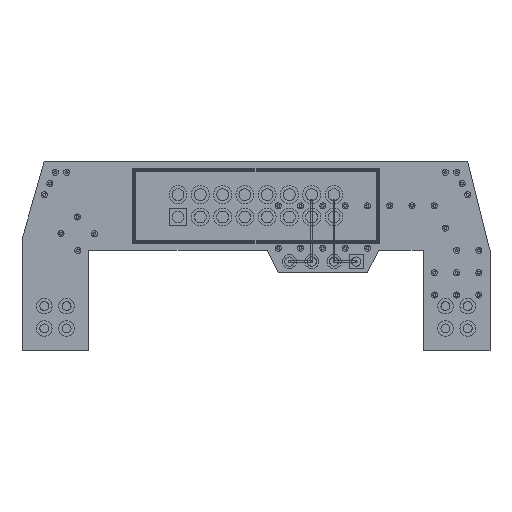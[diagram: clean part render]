
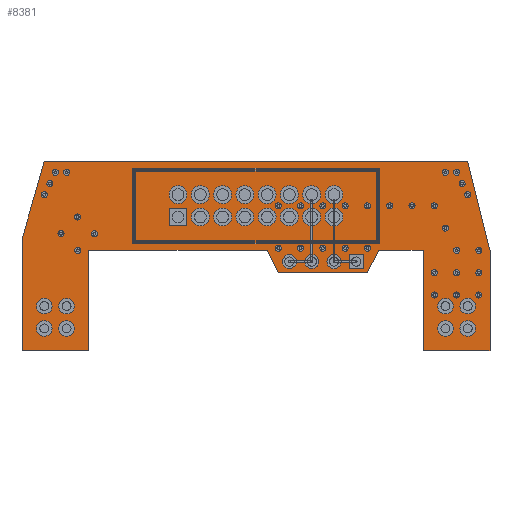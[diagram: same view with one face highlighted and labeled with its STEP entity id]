
A CAD part, top view. The second image highlights one B-rep face of the part: STEP entity #8381.
In plain terms, the highlighted planar face has unit normal (0, 0, 1).
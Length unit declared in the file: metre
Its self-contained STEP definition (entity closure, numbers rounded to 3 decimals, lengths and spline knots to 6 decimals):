
#6263 = EDGE_CURVE( '', #10731, #10732, #10733, .T. );
#6669 = EDGE_CURVE( '', #11395, #11396, #11397, .T. );
#7247 = EDGE_CURVE( '', #10732, #12316, #12317, .T. );
#7453 = EDGE_CURVE( '', #12641, #11395, #12642, .T. );
#7473 = EDGE_CURVE( '', #12673, #12674, #12675, .T. );
#7655 = EDGE_CURVE( '', #12953, #12673, #12954, .T. );
#7875 = EDGE_CURVE( '', #12674, #13285, #13286, .T. );
#7893 = EDGE_CURVE( '', #11080, #13314, #13315, .T. );
#8131 = EDGE_CURVE( '', #13285, #12641, #13686, .T. );
#8223 = EDGE_CURVE( '', #13818, #11080, #13819, .T. );
#8381 = ADVANCED_FACE( '', ( #14053 ), #14054, .T. );
#8845 = EDGE_CURVE( '', #13314, #10731, #14733, .T. );
#9011 = EDGE_CURVE( '', #14480, #12953, #14977, .T. );
#9215 = EDGE_CURVE( '', #12316, #14480, #15281, .T. );
#9469 = EDGE_CURVE( '', #11396, #13818, #15645, .T. );
#10731 = VERTEX_POINT( '', #15687 );
#10732 = VERTEX_POINT( '', #15688 );
#10733 = LINE( '', #15689, #15690 );
#11080 = VERTEX_POINT( '', #16115 );
#11395 = VERTEX_POINT( '', #16494 );
#11396 = VERTEX_POINT( '', #16495 );
#11397 = LINE( '', #16496, #16497 );
#12316 = VERTEX_POINT( '', #17602 );
#12317 = LINE( '', #17603, #17604 );
#12641 = VERTEX_POINT( '', #17991 );
#12642 = LINE( '', #17992, #17993 );
#12673 = VERTEX_POINT( '', #18032 );
#12674 = VERTEX_POINT( '', #18033 );
#12675 = LINE( '', #18034, #18035 );
#12953 = VERTEX_POINT( '', #18384 );
#12954 = LINE( '', #18385, #18386 );
#13285 = VERTEX_POINT( '', #18803 );
#13286 = LINE( '', #18804, #18805 );
#13314 = VERTEX_POINT( '', #18837 );
#13315 = LINE( '', #18838, #18839 );
#13686 = LINE( '', #19291, #19292 );
#13818 = VERTEX_POINT( '', #19460 );
#13819 = LINE( '', #19461, #19462 );
#14053 = FACE_OUTER_BOUND( '', #19750, .T. );
#14054 = PLANE( '', #19751 );
#14480 = VERTEX_POINT( '', #20293 );
#14733 = LINE( '', #20604, #20605 );
#14977 = LINE( '', #20908, #20909 );
#15281 = LINE( '', #21273, #21274 );
#15645 = LINE( '', #21738, #21739 );
#15687 = CARTESIAN_POINT( '', ( 0.02921, 0.00889, -0.000035 ) );
#15688 = CARTESIAN_POINT( '', ( 0.02794, 0.01143, -0.000035 ) );
#15689 = CARTESIAN_POINT( '', ( 0.02921, 0.00889, -0.000035 ) );
#15690 = VECTOR( '', #21777, 1. );
#16115 = CARTESIAN_POINT( '', ( 0.04064, 0.01143, -0.000035 ) );
#16494 = CARTESIAN_POINT( '', ( 0.05334, 0., -0.000035 ) );
#16495 = CARTESIAN_POINT( '', ( 0.04572, 0., -0.000035 ) );
#16496 = CARTESIAN_POINT( '', ( 0.05334, 0., -0.000035 ) );
#16497 = VECTOR( '', #22588, 1. );
#17602 = CARTESIAN_POINT( '', ( 0.00762, 0.01143, -0.000035 ) );
#17603 = CARTESIAN_POINT( '', ( 0.02794, 0.01143, -0.000035 ) );
#17604 = VECTOR( '', #23793, 1. );
#17991 = CARTESIAN_POINT( '', ( 0.05334, 0.01143, -0.000035 ) );
#17992 = CARTESIAN_POINT( '', ( 0.05334, 0.01143, -0.000035 ) );
#17993 = VECTOR( '', #24234, 1. );
#18032 = CARTESIAN_POINT( '', ( 0., 0.0127, -0.000035 ) );
#18033 = CARTESIAN_POINT( '', ( 0.00254, 0.02159, -0.000035 ) );
#18034 = CARTESIAN_POINT( '', ( 0., 0.0127, -0.000035 ) );
#18035 = VECTOR( '', #24268, 1. );
#18384 = CARTESIAN_POINT( '', ( 0., 0., -0.000035 ) );
#18385 = CARTESIAN_POINT( '', ( 0., 0., -0.000035 ) );
#18386 = VECTOR( '', #24634, 1. );
#18803 = CARTESIAN_POINT( '', ( 0.0508, 0.02159, -0.000035 ) );
#18804 = CARTESIAN_POINT( '', ( 0.00254, 0.02159, -0.000035 ) );
#18805 = VECTOR( '', #25057, 1. );
#18837 = CARTESIAN_POINT( '', ( 0.03937, 0.00889, -0.000035 ) );
#18838 = CARTESIAN_POINT( '', ( 0.04064, 0.01143, -0.000035 ) );
#18839 = VECTOR( '', #25095, 1. );
#19291 = CARTESIAN_POINT( '', ( 0.0508, 0.02159, -0.000035 ) );
#19292 = VECTOR( '', #25593, 1. );
#19460 = CARTESIAN_POINT( '', ( 0.04572, 0.01143, -0.000035 ) );
#19461 = CARTESIAN_POINT( '', ( 0.04572, 0.01143, -0.000035 ) );
#19462 = VECTOR( '', #25762, 1. );
#19750 = EDGE_LOOP( '', ( #26089, #26090, #26091, #26092, #26093, #26094, #26095, #26096, #26097, #26098, #26099, #26100, #26101, #26102 ) );
#19751 = AXIS2_PLACEMENT_3D( '', #26103, #26104, #26105 );
#20293 = CARTESIAN_POINT( '', ( 0.00762, 0., -0.000035 ) );
#20604 = CARTESIAN_POINT( '', ( 0.03937, 0.00889, -0.000035 ) );
#20605 = VECTOR( '', #27014, 1. );
#20908 = CARTESIAN_POINT( '', ( 0.00762, 0., -0.000035 ) );
#20909 = VECTOR( '', #27335, 1. );
#21273 = CARTESIAN_POINT( '', ( 0.00762, 0.01143, -0.000035 ) );
#21274 = VECTOR( '', #27766, 1. );
#21738 = CARTESIAN_POINT( '', ( 0.04572, 0., -0.000035 ) );
#21739 = VECTOR( '', #28272, 1. );
#21777 = DIRECTION( '', ( -0.447, 0.894, 0. ) );
#22588 = DIRECTION( '', ( -1., 0., 0. ) );
#23793 = DIRECTION( '', ( -1., 0., 0. ) );
#24234 = DIRECTION( '', ( 0., -1., 0. ) );
#24268 = DIRECTION( '', ( 0.275, 0.962, 0. ) );
#24634 = DIRECTION( '', ( 0., 1., 0. ) );
#25057 = DIRECTION( '', ( 1., 0., 0. ) );
#25095 = DIRECTION( '', ( -0.447, -0.894, 0. ) );
#25593 = DIRECTION( '', ( 0.243, -0.97, 0. ) );
#25762 = DIRECTION( '', ( -1., 0., 0. ) );
#26089 = ORIENTED_EDGE( '', *, *, #9011, .F. );
#26090 = ORIENTED_EDGE( '', *, *, #9215, .F. );
#26091 = ORIENTED_EDGE( '', *, *, #7247, .F. );
#26092 = ORIENTED_EDGE( '', *, *, #6263, .F. );
#26093 = ORIENTED_EDGE( '', *, *, #8845, .F. );
#26094 = ORIENTED_EDGE( '', *, *, #7893, .F. );
#26095 = ORIENTED_EDGE( '', *, *, #8223, .F. );
#26096 = ORIENTED_EDGE( '', *, *, #9469, .F. );
#26097 = ORIENTED_EDGE( '', *, *, #6669, .F. );
#26098 = ORIENTED_EDGE( '', *, *, #7453, .F. );
#26099 = ORIENTED_EDGE( '', *, *, #8131, .F. );
#26100 = ORIENTED_EDGE( '', *, *, #7875, .F. );
#26101 = ORIENTED_EDGE( '', *, *, #7473, .F. );
#26102 = ORIENTED_EDGE( '', *, *, #7655, .F. );
#26103 = CARTESIAN_POINT( '', ( 0., 0., -0.000035 ) );
#26104 = DIRECTION( '', ( 0., 0., 1. ) );
#26105 = DIRECTION( '', ( 1., 0., 0. ) );
#27014 = DIRECTION( '', ( -1., 0., 0. ) );
#27335 = DIRECTION( '', ( -1., 0., 0. ) );
#27766 = DIRECTION( '', ( 0., -1., 0. ) );
#28272 = DIRECTION( '', ( 0., 1., 0. ) );
